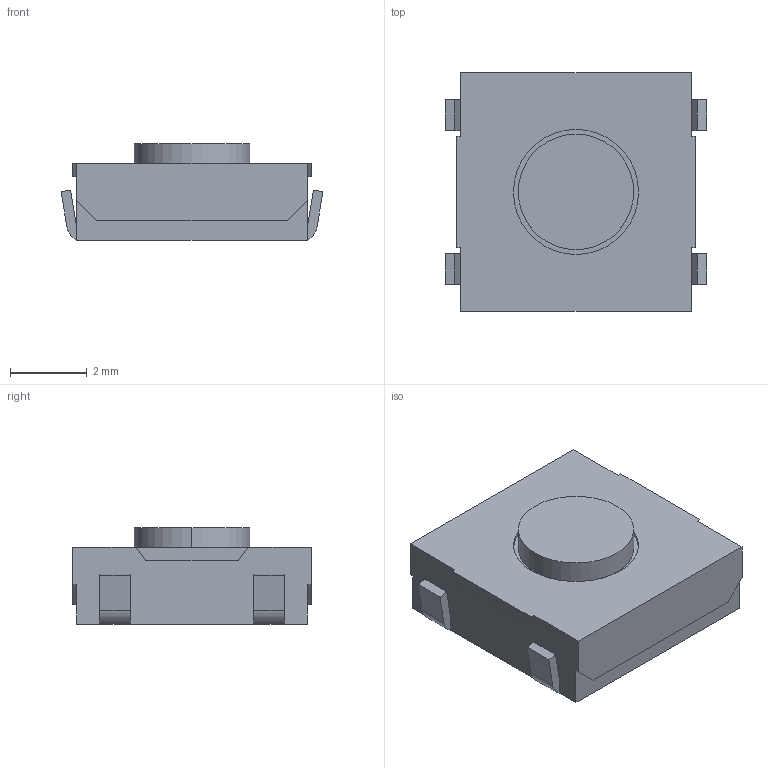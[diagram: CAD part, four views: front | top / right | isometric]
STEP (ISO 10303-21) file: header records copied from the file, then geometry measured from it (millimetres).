
FILE_DESCRIPTION((''),'2;1');
FILE_NAME('C-1571625-1','2010-01-19T',('workeradm'),(''),'PRO/ENGINEER BY PARAMETRIC TECHNOLOGY CORPORATION, 2008380','PRO/ENGINEER BY PARAMETRIC TECHNOLOGY CORPORATION, 2008380','');
FILE_SCHEMA(('AUTOMOTIVE_DESIGN { 1 0 10303 214 1 1 1 1 }'));
Length unit declared in the file: millimetre
Products named in the file (1): C-1571625-1
Bounding box: 6.8 x 6.2 x 2.5 mm (x, y, z)
Volume: 78.3 mm3; surface area: 140.3 mm2
Topology: 1 solids, 1 shells, 52 faces, 136 edges, 88 vertices
Faces by surface type: plane 44, cylinder 8
Entity records: 1612 total; most frequent: CARTESIAN_POINT 277, ORIENTED_EDGE 272, DIRECTION 256, EDGE_CURVE 136, VECTOR 120, LINE 120, VERTEX_POINT 88, AXIS2_PLACEMENT_3D 68
